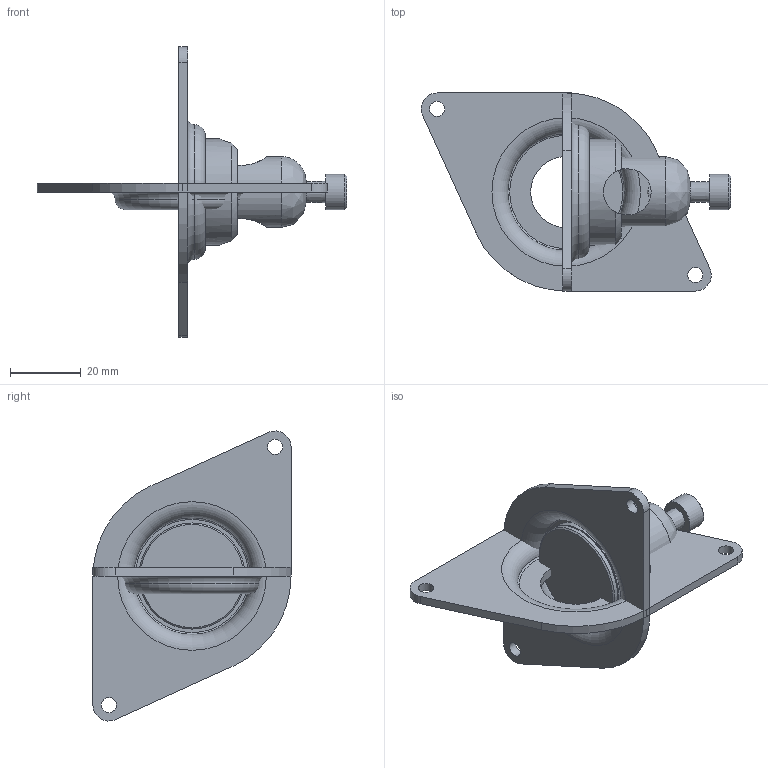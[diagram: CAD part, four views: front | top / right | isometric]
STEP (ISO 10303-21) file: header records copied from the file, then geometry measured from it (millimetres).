
FILE_DESCRIPTION( ( '' ), '1' );
FILE_NAME( 'WTAS12XX.stp', '25.4.2007', ( 'A.Müller' ), ( 'wenglor sensoric' ), 'XStep 1.0', 'Solid Edge', ' ' );
FILE_SCHEMA( ( 'automotive_design' ) );
Length unit declared in the file: millimetre
Products named in the file (3): Assem1; 1012426_BEFESTIGUNGSPLATTE_WTA; WS12AL
Bounding box: 87.49 x 56 x 81.98 mm (x, y, z)
Volume: 41652.5 mm3; surface area: 26378 mm2
Topology: 4 solids, 4 shells, 122 faces, 280 edges, 182 vertices
Faces by surface type: plane 56, cylinder 40, cone 16, torus 8, bspline 2
Full cylindrical faces by diameter (mm): 4.3 x4, 10 x2, 20 x4, 20.1 x2, 21 x2, 30 x6
Entity records: 2149 total; most frequent: CARTESIAN_POINT 660, DIRECTION 272, ORIENTED_EDGE 226, AXIS2_PLACEMENT_3D 113, EDGE_CURVE 113, EDGE_LOOP 98, VERTEX_POINT 85, FACE_OUTER_BOUND 76
